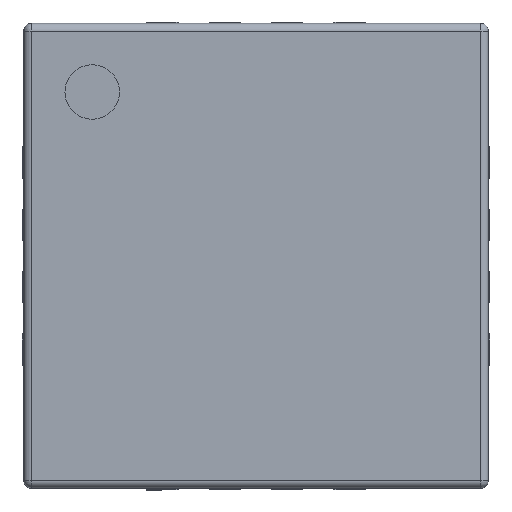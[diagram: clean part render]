
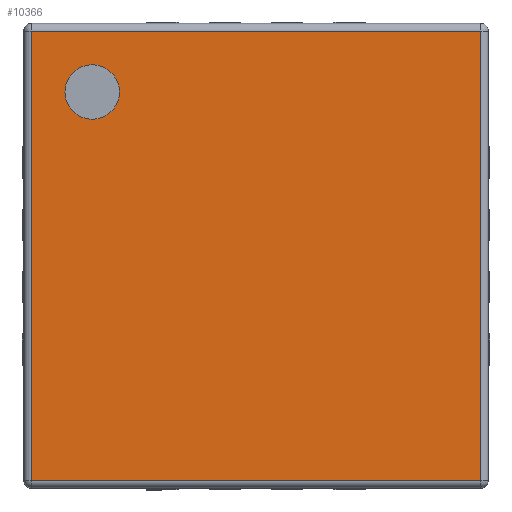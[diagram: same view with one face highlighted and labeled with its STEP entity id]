
A CAD part, top view. The second image highlights one B-rep face of the part: STEP entity #10366.
In plain terms, the highlighted planar face has unit normal (0, 0, 1).
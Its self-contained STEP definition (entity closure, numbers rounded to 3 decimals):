
#2967 = CYLINDRICAL_SURFACE('',#2968,0.05);
#2968 = AXIS2_PLACEMENT_3D('',#2969,#2970,#2971);
#2969 = CARTESIAN_POINT('',(-1.44,-1.44,0.83));
#2970 = DIRECTION('',(0.,1.,0.));
#2971 = DIRECTION('',(-1.,0.,0.));
#8743 = VERTEX_POINT('',#8744);
#8744 = CARTESIAN_POINT('',(-1.44,-1.44,0.88));
#8764 = EDGE_CURVE('',#8743,#8765,#8767,.T.);
#8765 = VERTEX_POINT('',#8766);
#8766 = CARTESIAN_POINT('',(-1.44,1.44,0.88));
#8767 = SURFACE_CURVE('',#8768,(#8772,#8779),.PCURVE_S1.);
#8768 = LINE('',#8769,#8770);
#8769 = CARTESIAN_POINT('',(-1.44,-1.44,0.88));
#8770 = VECTOR('',#8771,1.);
#8771 = DIRECTION('',(0.,1.,0.));
#8772 = PCURVE('',#2967,#8773);
#8773 = DEFINITIONAL_REPRESENTATION('',(#8774),#8778);
#8774 = LINE('',#8775,#8776);
#8775 = CARTESIAN_POINT('',(1.571,0.));
#8776 = VECTOR('',#8777,1.);
#8777 = DIRECTION('',(0.,1.));
#8778 = ( GEOMETRIC_REPRESENTATION_CONTEXT(2) 
PARAMETRIC_REPRESENTATION_CONTEXT() REPRESENTATION_CONTEXT('2D SPACE',''
  ) );
#8779 = PCURVE('',#8780,#8785);
#8780 = PLANE('',#8781);
#8781 = AXIS2_PLACEMENT_3D('',#8782,#8783,#8784);
#8782 = CARTESIAN_POINT('',(-1.49,-1.49,0.88));
#8783 = DIRECTION('',(0.,0.,1.));
#8784 = DIRECTION('',(1.,0.,0.));
#8785 = DEFINITIONAL_REPRESENTATION('',(#8786),#8790);
#8786 = LINE('',#8787,#8788);
#8787 = CARTESIAN_POINT('',(0.05,0.05));
#8788 = VECTOR('',#8789,1.);
#8789 = DIRECTION('',(0.,1.));
#8790 = ( GEOMETRIC_REPRESENTATION_CONTEXT(2) 
PARAMETRIC_REPRESENTATION_CONTEXT() REPRESENTATION_CONTEXT('2D SPACE',''
  ) );
#9033 = CYLINDRICAL_SURFACE('',#9034,0.05);
#9034 = AXIS2_PLACEMENT_3D('',#9035,#9036,#9037);
#9035 = CARTESIAN_POINT('',(-1.49,-1.44,0.83));
#9036 = DIRECTION('',(1.,0.,0.));
#9037 = DIRECTION('',(0.,-1.,0.));
#9496 = CYLINDRICAL_SURFACE('',#9497,0.05);
#9497 = AXIS2_PLACEMENT_3D('',#9498,#9499,#9500);
#9498 = CARTESIAN_POINT('',(-1.49,1.44,0.83));
#9499 = DIRECTION('',(1.,0.,0.));
#9500 = DIRECTION('',(0.,1.,0.));
#9868 = CYLINDRICAL_SURFACE('',#9869,0.05);
#9869 = AXIS2_PLACEMENT_3D('',#9870,#9871,#9872);
#9870 = CARTESIAN_POINT('',(1.44,-1.44,0.83));
#9871 = DIRECTION('',(0.,1.,0.));
#9872 = DIRECTION('',(0.,0.,1.));
#10366 = ADVANCED_FACE('',(#10367,#10437),#8780,.T.);
#10367 = FACE_BOUND('',#10368,.T.);
#10368 = EDGE_LOOP('',(#10369,#10392,#10415,#10436));
#10369 = ORIENTED_EDGE('',*,*,#10370,.T.);
#10370 = EDGE_CURVE('',#8743,#10371,#10373,.T.);
#10371 = VERTEX_POINT('',#10372);
#10372 = CARTESIAN_POINT('',(1.44,-1.44,0.88));
#10373 = SURFACE_CURVE('',#10374,(#10378,#10385),.PCURVE_S1.);
#10374 = LINE('',#10375,#10376);
#10375 = CARTESIAN_POINT('',(-1.49,-1.44,0.88));
#10376 = VECTOR('',#10377,1.);
#10377 = DIRECTION('',(1.,0.,0.));
#10378 = PCURVE('',#8780,#10379);
#10379 = DEFINITIONAL_REPRESENTATION('',(#10380),#10384);
#10380 = LINE('',#10381,#10382);
#10381 = CARTESIAN_POINT('',(0.,0.05));
#10382 = VECTOR('',#10383,1.);
#10383 = DIRECTION('',(1.,0.));
#10384 = ( GEOMETRIC_REPRESENTATION_CONTEXT(2) 
PARAMETRIC_REPRESENTATION_CONTEXT() REPRESENTATION_CONTEXT('2D SPACE',''
  ) );
#10385 = PCURVE('',#9033,#10386);
#10386 = DEFINITIONAL_REPRESENTATION('',(#10387),#10391);
#10387 = LINE('',#10388,#10389);
#10388 = CARTESIAN_POINT('',(-1.571,0.));
#10389 = VECTOR('',#10390,1.);
#10390 = DIRECTION('',(-0.,1.));
#10391 = ( GEOMETRIC_REPRESENTATION_CONTEXT(2) 
PARAMETRIC_REPRESENTATION_CONTEXT() REPRESENTATION_CONTEXT('2D SPACE',''
  ) );
#10392 = ORIENTED_EDGE('',*,*,#10393,.T.);
#10393 = EDGE_CURVE('',#10371,#10394,#10396,.T.);
#10394 = VERTEX_POINT('',#10395);
#10395 = CARTESIAN_POINT('',(1.44,1.44,0.88));
#10396 = SURFACE_CURVE('',#10397,(#10401,#10408),.PCURVE_S1.);
#10397 = LINE('',#10398,#10399);
#10398 = CARTESIAN_POINT('',(1.44,-1.44,0.88));
#10399 = VECTOR('',#10400,1.);
#10400 = DIRECTION('',(0.,1.,0.));
#10401 = PCURVE('',#8780,#10402);
#10402 = DEFINITIONAL_REPRESENTATION('',(#10403),#10407);
#10403 = LINE('',#10404,#10405);
#10404 = CARTESIAN_POINT('',(2.93,0.05));
#10405 = VECTOR('',#10406,1.);
#10406 = DIRECTION('',(0.,1.));
#10407 = ( GEOMETRIC_REPRESENTATION_CONTEXT(2) 
PARAMETRIC_REPRESENTATION_CONTEXT() REPRESENTATION_CONTEXT('2D SPACE',''
  ) );
#10408 = PCURVE('',#9868,#10409);
#10409 = DEFINITIONAL_REPRESENTATION('',(#10410),#10414);
#10410 = LINE('',#10411,#10412);
#10411 = CARTESIAN_POINT('',(0.,0.));
#10412 = VECTOR('',#10413,1.);
#10413 = DIRECTION('',(0.,1.));
#10414 = ( GEOMETRIC_REPRESENTATION_CONTEXT(2) 
PARAMETRIC_REPRESENTATION_CONTEXT() REPRESENTATION_CONTEXT('2D SPACE',''
  ) );
#10415 = ORIENTED_EDGE('',*,*,#10416,.F.);
#10416 = EDGE_CURVE('',#8765,#10394,#10417,.T.);
#10417 = SURFACE_CURVE('',#10418,(#10422,#10429),.PCURVE_S1.);
#10418 = LINE('',#10419,#10420);
#10419 = CARTESIAN_POINT('',(-1.49,1.44,0.88));
#10420 = VECTOR('',#10421,1.);
#10421 = DIRECTION('',(1.,0.,0.));
#10422 = PCURVE('',#8780,#10423);
#10423 = DEFINITIONAL_REPRESENTATION('',(#10424),#10428);
#10424 = LINE('',#10425,#10426);
#10425 = CARTESIAN_POINT('',(0.,2.93));
#10426 = VECTOR('',#10427,1.);
#10427 = DIRECTION('',(1.,0.));
#10428 = ( GEOMETRIC_REPRESENTATION_CONTEXT(2) 
PARAMETRIC_REPRESENTATION_CONTEXT() REPRESENTATION_CONTEXT('2D SPACE',''
  ) );
#10429 = PCURVE('',#9496,#10430);
#10430 = DEFINITIONAL_REPRESENTATION('',(#10431),#10435);
#10431 = LINE('',#10432,#10433);
#10432 = CARTESIAN_POINT('',(1.571,0.));
#10433 = VECTOR('',#10434,1.);
#10434 = DIRECTION('',(0.,1.));
#10435 = ( GEOMETRIC_REPRESENTATION_CONTEXT(2) 
PARAMETRIC_REPRESENTATION_CONTEXT() REPRESENTATION_CONTEXT('2D SPACE',''
  ) );
#10436 = ORIENTED_EDGE('',*,*,#8764,.F.);
#10437 = FACE_BOUND('',#10438,.T.);
#10438 = EDGE_LOOP('',(#10439));
#10439 = ORIENTED_EDGE('',*,*,#10440,.F.);
#10440 = EDGE_CURVE('',#10441,#10441,#10443,.T.);
#10441 = VERTEX_POINT('',#10442);
#10442 = CARTESIAN_POINT('',(-0.875,-1.05,0.88));
#10443 = SURFACE_CURVE('',#10444,(#10449,#10456),.PCURVE_S1.);
#10444 = CIRCLE('',#10445,0.175);
#10445 = AXIS2_PLACEMENT_3D('',#10446,#10447,#10448);
#10446 = CARTESIAN_POINT('',(-1.05,-1.05,0.88));
#10447 = DIRECTION('',(0.,0.,1.));
#10448 = DIRECTION('',(1.,0.,0.));
#10449 = PCURVE('',#8780,#10450);
#10450 = DEFINITIONAL_REPRESENTATION('',(#10451),#10455);
#10451 = CIRCLE('',#10452,0.175);
#10452 = AXIS2_PLACEMENT_2D('',#10453,#10454);
#10453 = CARTESIAN_POINT('',(0.44,0.44));
#10454 = DIRECTION('',(1.,0.));
#10455 = ( GEOMETRIC_REPRESENTATION_CONTEXT(2) 
PARAMETRIC_REPRESENTATION_CONTEXT() REPRESENTATION_CONTEXT('2D SPACE',''
  ) );
#10456 = PCURVE('',#10457,#10462);
#10457 = CYLINDRICAL_SURFACE('',#10458,0.175);
#10458 = AXIS2_PLACEMENT_3D('',#10459,#10460,#10461);
#10459 = CARTESIAN_POINT('',(-1.05,-1.05,0.88));
#10460 = DIRECTION('',(-0.,-0.,-1.));
#10461 = DIRECTION('',(1.,0.,0.));
#10462 = DEFINITIONAL_REPRESENTATION('',(#10463),#10467);
#10463 = LINE('',#10464,#10465);
#10464 = CARTESIAN_POINT('',(-0.,0.));
#10465 = VECTOR('',#10466,1.);
#10466 = DIRECTION('',(-1.,0.));
#10467 = ( GEOMETRIC_REPRESENTATION_CONTEXT(2) 
PARAMETRIC_REPRESENTATION_CONTEXT() REPRESENTATION_CONTEXT('2D SPACE',''
  ) );
